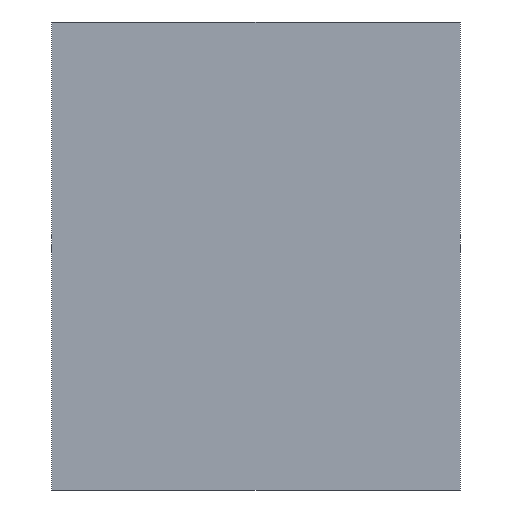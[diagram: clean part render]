
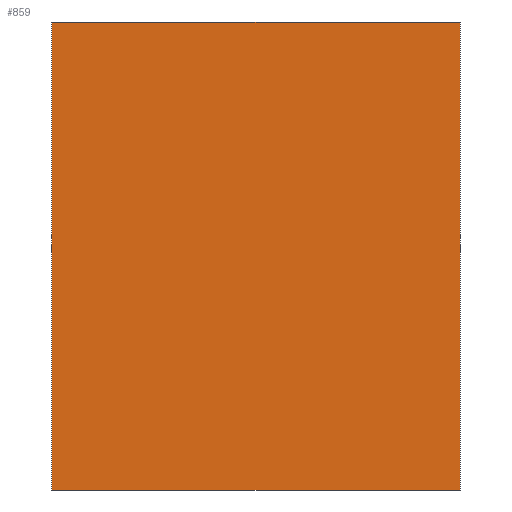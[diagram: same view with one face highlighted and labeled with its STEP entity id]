
A CAD part, front view. The second image highlights one B-rep face of the part: STEP entity #859.
In plain terms, the highlighted planar face has unit normal (0, -1, 0).
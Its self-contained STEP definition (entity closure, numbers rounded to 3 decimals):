
#37=PLANE('',#931);
#67=FACE_OUTER_BOUND('',#119,.T.);
#119=EDGE_LOOP('',(#605,#606,#607,#608));
#179=LINE('',#1319,#255);
#182=LINE('',#1325,#258);
#185=LINE('',#1331,#261);
#188=LINE('',#1335,#264);
#255=VECTOR('',#1043,10.);
#258=VECTOR('',#1048,10.);
#261=VECTOR('',#1053,10.);
#264=VECTOR('',#1058,10.);
#381=VERTEX_POINT('',#1316);
#382=VERTEX_POINT('',#1318);
#384=VERTEX_POINT('',#1324);
#386=VERTEX_POINT('',#1330);
#463=EDGE_CURVE('',#382,#381,#179,.T.);
#466=EDGE_CURVE('',#384,#382,#182,.T.);
#469=EDGE_CURVE('',#386,#384,#185,.T.);
#472=EDGE_CURVE('',#381,#386,#188,.T.);
#605=ORIENTED_EDGE('',*,*,#472,.T.);
#606=ORIENTED_EDGE('',*,*,#469,.T.);
#607=ORIENTED_EDGE('',*,*,#466,.T.);
#608=ORIENTED_EDGE('',*,*,#463,.T.);
#859=ADVANCED_FACE('',(#67),#37,.T.);
#931=AXIS2_PLACEMENT_3D('',#1336,#1059,#1060);
#1043=DIRECTION('',(0.,0.,-1.));
#1048=DIRECTION('',(-1.,0.,0.));
#1053=DIRECTION('',(0.,0.,1.));
#1058=DIRECTION('',(1.,0.,0.));
#1059=DIRECTION('center_axis',(0.,-1.,0.));
#1060=DIRECTION('ref_axis',(0.,0.,-1.));
#1316=CARTESIAN_POINT('',(-37.893,-19.77,-1.542));
#1318=CARTESIAN_POINT('',(-37.893,-19.77,63.79));
#1319=CARTESIAN_POINT('',(-37.893,-19.77,-1.542));
#1324=CARTESIAN_POINT('',(19.099,-19.77,63.79));
#1325=CARTESIAN_POINT('',(-37.893,-19.77,63.79));
#1330=CARTESIAN_POINT('',(19.099,-19.77,-1.542));
#1331=CARTESIAN_POINT('',(19.099,-19.77,63.79));
#1335=CARTESIAN_POINT('',(19.099,-19.77,-1.542));
#1336=CARTESIAN_POINT('Origin',(-9.397,-19.77,31.124));
